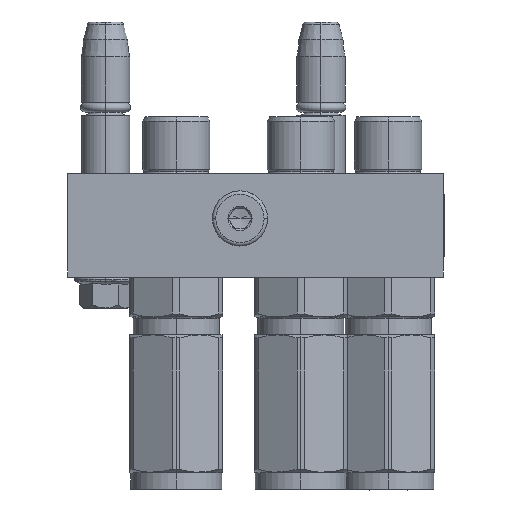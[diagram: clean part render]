
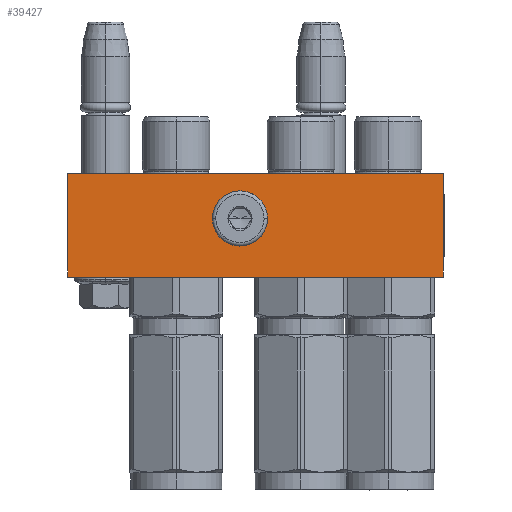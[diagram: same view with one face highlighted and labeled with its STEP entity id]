
A CAD part, front view. The second image highlights one B-rep face of the part: STEP entity #39427.
In plain terms, the highlighted face is planar.
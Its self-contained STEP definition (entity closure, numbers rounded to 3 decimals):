
#1285 = VERTEX_POINT ( 'NONE', #29882 ) ;
#1792 = CARTESIAN_POINT ( 'NONE',  ( 0.72, 13., -50. ) ) ;
#1803 = EDGE_LOOP ( 'NONE', ( #14188, #5901, #19395 ) ) ;
#1955 = CARTESIAN_POINT ( 'NONE',  ( 0.72, 13.173, -50. ) ) ;
#2161 = CARTESIAN_POINT ( 'NONE',  ( -3.815, 7.78, -50. ) ) ;
#2349 = CARTESIAN_POINT ( 'NONE',  ( 0.545, 11.647, -50. ) ) ;
#2807 = FACE_OUTER_BOUND ( 'NONE', #33463, .T. ) ;
#2948 = CARTESIAN_POINT ( 'NONE',  ( -9.678, 12.317, -50. ) ) ;
#3453 = LINE ( 'NONE', #36804, #36252 ) ;
#3489 = CARTESIAN_POINT ( 'NONE',  ( -9.061, 10.37, -50. ) ) ;
#4104 = EDGE_CURVE ( 'NONE', #1285, #21249, #31536, .T. ) ;
#5729 = CARTESIAN_POINT ( 'NONE',  ( 0.454, 14.681, -50. ) ) ;
#5901 = ORIENTED_EDGE ( 'NONE', *, *, #52239, .T. ) ;
#6457 = CARTESIAN_POINT ( 'NONE',  ( 0.586, 11.815, -50. ) ) ;
#6678 = VERTEX_POINT ( 'NONE', #51014 ) ;
#6906 = CARTESIAN_POINT ( 'NONE',  ( -7.707, 8.825, -50. ) ) ;
#7620 = CARTESIAN_POINT ( 'NONE',  ( -5.865, 7.915, -50. ) ) ;
#7926 = B_SPLINE_CURVE_WITH_KNOTS ( 'NONE', 3,
 ( #52697, #36191, #35846, #2948, #11246, #44289, #31529, #3489, #32253, #6906, #15358, #7620, #36363, #48384 ),
 .UNSPECIFIED., .F., .F.,
 ( 4, 2, 2, 2, 2, 2, 4 ),
 ( 0., 0.031, 0.063, 0.125, 0.25, 0.375, 0.5 ),
 .UNSPECIFIED. ) ;
#9326 = CARTESIAN_POINT ( 'NONE',  ( 0.711, 13.344, -50. ) ) ;
#9861 = CARTESIAN_POINT ( 'NONE',  ( -7.707, 17.175, -50. ) ) ;
#10048 = CARTESIAN_POINT ( 'NONE',  ( 0.653, 13.85, -50. ) ) ;
#10256 = CARTESIAN_POINT ( 'NONE',  ( 0.388, 11.16, -50. ) ) ;
#10604 = CARTESIAN_POINT ( 'NONE',  ( 0.719, 12.654, -50. ) ) ;
#10980 = EDGE_CURVE ( 'NONE', #26296, #21574, #37166, .T. ) ;
#11246 = CARTESIAN_POINT ( 'NONE',  ( -9.653, 12.15, -50. ) ) ;
#12967 = EDGE_CURVE ( 'NONE', #1285, #24109, #27055, .T. ) ;
#13474 = CARTESIAN_POINT ( 'NONE',  ( -5.865, 18.084, -50. ) ) ;
#13830 = CARTESIAN_POINT ( 'NONE',  ( 0.553, 14.354, -50. ) ) ;
#14022 = CARTESIAN_POINT ( 'NONE',  ( -9.061, 15.629, -50. ) ) ;
#14188 = ORIENTED_EDGE ( 'NONE', *, *, #25115, .T. ) ;
#15358 = CARTESIAN_POINT ( 'NONE',  ( -7.13, 8.44, -50. ) ) ;
#16338 = FACE_BOUND ( 'NONE', #1803, .T. ) ;
#17589 = CARTESIAN_POINT ( 'NONE',  ( -0.325, 16.207, -50. ) ) ;
#18039 = VECTOR ( 'NONE', #41496, 1000. ) ;
#18519 = CARTESIAN_POINT ( 'NONE',  ( -1.87, 8.439, -50. ) ) ;
#18732 = CARTESIAN_POINT ( 'NONE',  ( -54.5, 0., -50. ) ) ;
#19145 = ORIENTED_EDGE ( 'NONE', *, *, #12967, .F. ) ;
#19395 = ORIENTED_EDGE ( 'NONE', *, *, #10980, .T. ) ;
#21176 = VECTOR ( 'NONE', #35432, 1000. ) ;
#21249 = VERTEX_POINT ( 'NONE', #36668 ) ;
#21574 = VERTEX_POINT ( 'NONE', #39201 ) ;
#21725 = CARTESIAN_POINT ( 'NONE',  ( -9.446, 14.679, -50. ) ) ;
#21899 = CARTESIAN_POINT ( 'NONE',  ( 0.061, 15.63, -50. ) ) ;
#23673 = VERTEX_POINT ( 'NONE', #42129 ) ;
#24109 = VERTEX_POINT ( 'NONE', #40122 ) ;
#25115 = EDGE_CURVE ( 'NONE', #21574, #23673, #7926, .T. ) ;
#26041 = CARTESIAN_POINT ( 'NONE',  ( -9.719, 13.346, -50. ) ) ;
#26296 = VERTEX_POINT ( 'NONE', #40380 ) ;
#26947 = CARTESIAN_POINT ( 'NONE',  ( 0.446, 11.321, -50. ) ) ;
#26961 = LINE ( 'NONE', #18732, #21176 ) ;
#27055 = LINE ( 'NONE', #52207, #41876 ) ;
#27263 = DIRECTION ( 'NONE',  ( 0., 1., 0. ) ) ;
#29164 = DIRECTION ( 'NONE',  ( -1., 0., 0. ) ) ;
#29882 = CARTESIAN_POINT ( 'NONE',  ( 54.5, 0., -50. ) ) ;
#29976 = CARTESIAN_POINT ( 'NONE',  ( -9.545, 14.353, -50. ) ) ;
#30554 = CARTESIAN_POINT ( 'NONE',  ( -3.135, 7.916, -50. ) ) ;
#30697 = CARTESIAN_POINT ( 'NONE',  ( -1.87, 17.56, -50. ) ) ;
#31529 = CARTESIAN_POINT ( 'NONE',  ( -9.454, 11.319, -50. ) ) ;
#31536 = LINE ( 'NONE', #36796, #18039 ) ;
#31728 = EDGE_CURVE ( 'NONE', #21249, #6678, #26961, .T. ) ;
#32253 = CARTESIAN_POINT ( 'NONE',  ( -8.675, 9.793, -50. ) ) ;
#33463 = EDGE_LOOP ( 'NONE', ( #35265, #38809, #19145, #37814 ) ) ;
#33664 = DIRECTION ( 'NONE',  ( 0., 0., -1. ) ) ;
#33926 = CARTESIAN_POINT ( 'NONE',  ( 0.678, 13.683, -50. ) ) ;
#34118 = CARTESIAN_POINT ( 'NONE',  ( -9.586, 14.185, -50. ) ) ;
#34463 = CARTESIAN_POINT ( 'NONE',  ( -7.13, 17.561, -50. ) ) ;
#34586 = AXIS2_PLACEMENT_3D ( 'NONE', #46060, #33664, #29164 ) ;
#35027 = CARTESIAN_POINT ( 'NONE',  ( -1.293, 8.825, -50. ) ) ;
#35219 = CARTESIAN_POINT ( 'NONE',  ( 0.686, 12.315, -50. ) ) ;
#35265 = ORIENTED_EDGE ( 'NONE', *, *, #31728, .T. ) ;
#35432 = DIRECTION ( 'NONE',  ( 0., 1., 0. ) ) ;
#35846 = CARTESIAN_POINT ( 'NONE',  ( -9.711, 12.656, -50. ) ) ;
#36191 = CARTESIAN_POINT ( 'NONE',  ( -9.72, 12.827, -50. ) ) ;
#36252 = VECTOR ( 'NONE', #52792, 1000. ) ;
#36363 = CARTESIAN_POINT ( 'NONE',  ( -5.185, 7.78, -50. ) ) ;
#36668 = CARTESIAN_POINT ( 'NONE',  ( -54.5, 0., -50. ) ) ;
#36796 = CARTESIAN_POINT ( 'NONE',  ( 54.5, 0., -50. ) ) ;
#36804 = CARTESIAN_POINT ( 'NONE',  ( 54.5, 30., -50. ) ) ;
#37166 = B_SPLINE_CURVE_WITH_KNOTS ( 'NONE', 3,
 ( #1792, #1955, #9326, #33926, #10048, #13830, #5729, #21899, #17589, #46495, #30697, #46318, #42751, #38070, #13474, #34463, #9861, #38618, #14022, #42580, #21725, #29976, #34118, #38254, #26041, #46850 ),
 .UNSPECIFIED., .F., .F.,
 ( 4, 2, 2, 2, 2, 2, 2, 2, 2, 2, 2, 2, 4 ),
 ( 0., 0.031, 0.062, 0.125, 0.25, 0.375, 0.5, 0.625, 0.75, 0.875, 0.906, 0.937, 1. ),
 .UNSPECIFIED. ) ;
#37814 = ORIENTED_EDGE ( 'NONE', *, *, #4104, .T. ) ;
#38070 = CARTESIAN_POINT ( 'NONE',  ( -5.185, 18.22, -50. ) ) ;
#38254 = CARTESIAN_POINT ( 'NONE',  ( -9.686, 13.685, -50. ) ) ;
#38618 = CARTESIAN_POINT ( 'NONE',  ( -8.675, 16.207, -50. ) ) ;
#38809 = ORIENTED_EDGE ( 'NONE', *, *, #48394, .F. ) ;
#39201 = CARTESIAN_POINT ( 'NONE',  ( -9.72, 13., -50. ) ) ;
#39364 = CARTESIAN_POINT ( 'NONE',  ( 0.72, 13., -50. ) ) ;
#39427 = ADVANCED_FACE ( 'NONE', ( #16338, #2807 ), #49995, .T. ) ;
#40122 = CARTESIAN_POINT ( 'NONE',  ( 54.5, 30., -50. ) ) ;
#40380 = CARTESIAN_POINT ( 'NONE',  ( 0.72, 13., -50. ) ) ;
#41496 = DIRECTION ( 'NONE',  ( -1., 0., 0. ) ) ;
#41876 = VECTOR ( 'NONE', #27263, 1000. ) ;
#42129 = CARTESIAN_POINT ( 'NONE',  ( -4.5, 7.78, -50. ) ) ;
#42580 = CARTESIAN_POINT ( 'NONE',  ( -9.388, 14.84, -50. ) ) ;
#42751 = CARTESIAN_POINT ( 'NONE',  ( -3.815, 18.22, -50. ) ) ;
#42971 = CARTESIAN_POINT ( 'NONE',  ( -4.5, 7.78, -50. ) ) ;
#43303 = CARTESIAN_POINT ( 'NONE',  ( 0.061, 10.371, -50. ) ) ;
#44289 = CARTESIAN_POINT ( 'NONE',  ( -9.553, 11.646, -50. ) ) ;
#46060 = CARTESIAN_POINT ( 'NONE',  ( 54.5, 0., -50. ) ) ;
#46318 = CARTESIAN_POINT ( 'NONE',  ( -3.135, 18.085, -50. ) ) ;
#46495 = CARTESIAN_POINT ( 'NONE',  ( -1.293, 17.175, -50. ) ) ;
#46850 = CARTESIAN_POINT ( 'NONE',  ( -9.72, 13., -50. ) ) ;
#47051 = CARTESIAN_POINT ( 'NONE',  ( -0.325, 9.793, -50. ) ) ;
#48384 = CARTESIAN_POINT ( 'NONE',  ( -4.5, 7.78, -50. ) ) ;
#48394 = EDGE_CURVE ( 'NONE', #24109, #6678, #3453, .T. ) ;
#49126 = B_SPLINE_CURVE_WITH_KNOTS ( 'NONE', 3,
 ( #42971, #2161, #30554, #18519, #35027, #47051, #43303, #10256, #26947, #2349, #6457, #35219, #10604, #39364 ),
 .UNSPECIFIED., .F., .F.,
 ( 4, 2, 2, 2, 2, 2, 4 ),
 ( 0.5, 0.625, 0.75, 0.875, 0.906, 0.938, 1. ),
 .UNSPECIFIED. ) ;
#49995 = PLANE ( 'NONE',  #34586 ) ;
#51014 = CARTESIAN_POINT ( 'NONE',  ( -54.5, 30., -50. ) ) ;
#52207 = CARTESIAN_POINT ( 'NONE',  ( 54.5, 0., -50. ) ) ;
#52239 = EDGE_CURVE ( 'NONE', #23673, #26296, #49126, .T. ) ;
#52697 = CARTESIAN_POINT ( 'NONE',  ( -9.72, 13., -50. ) ) ;
#52792 = DIRECTION ( 'NONE',  ( -1., 0., 0. ) ) ;
